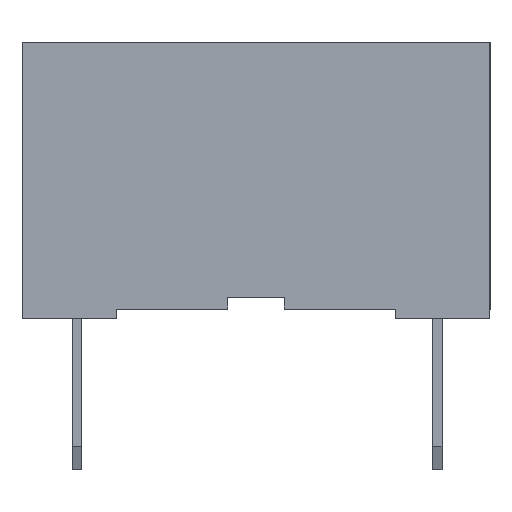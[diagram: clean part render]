
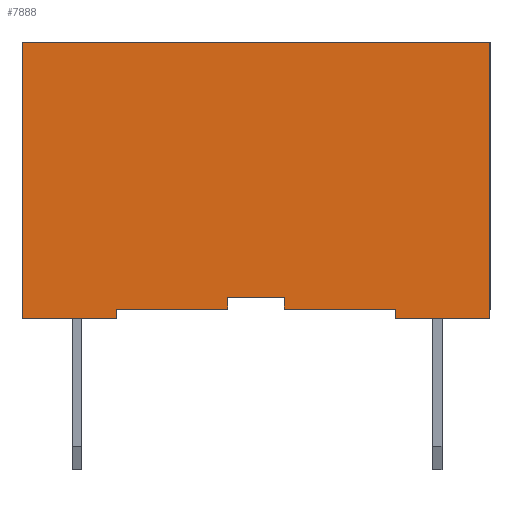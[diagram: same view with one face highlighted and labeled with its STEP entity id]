
A CAD part, left-side view. The second image highlights one B-rep face of the part: STEP entity #7888.
In plain terms, the highlighted planar face has unit normal (-1, 0, 0).
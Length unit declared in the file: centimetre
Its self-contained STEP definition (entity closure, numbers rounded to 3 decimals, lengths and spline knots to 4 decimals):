
#701=FACE_OUTER_BOUND('',#1141,.T.);
#1141=EDGE_LOOP('',(#7137,#7138,#7139,#7140,#7141,#7142,#7143,#7144,#7145,
#7146,#7147,#7148));
#1572=LINE('',#10918,#2526);
#1576=LINE('',#10926,#2530);
#1779=LINE('',#11658,#2733);
#1785=LINE('',#11670,#2739);
#1794=LINE('',#11687,#2748);
#1803=LINE('',#11703,#2757);
#1808=LINE('',#11712,#2762);
#1821=LINE('',#11736,#2775);
#1822=LINE('',#11739,#2776);
#1825=LINE('',#11746,#2779);
#1826=LINE('',#11749,#2780);
#2097=LINE('',#13252,#3051);
#2526=VECTOR('',#9048,1.);
#2530=VECTOR('',#9054,1.);
#2733=VECTOR('',#9411,1.);
#2739=VECTOR('',#9421,1.);
#2748=VECTOR('',#9436,1.);
#2757=VECTOR('',#9451,1.);
#2762=VECTOR('',#9458,1.);
#2775=VECTOR('',#9483,1.);
#2776=VECTOR('',#9486,1.);
#2779=VECTOR('',#9495,1.);
#2780=VECTOR('',#9500,1.);
#3051=VECTOR('',#10011,1.);
#3359=VERTEX_POINT('',#10915);
#3360=VERTEX_POINT('',#10917);
#3363=VERTEX_POINT('',#10925);
#3593=VERTEX_POINT('',#11654);
#3595=VERTEX_POINT('',#11657);
#3599=VERTEX_POINT('',#11669);
#3604=VERTEX_POINT('',#11685);
#3608=VERTEX_POINT('',#11702);
#3611=VERTEX_POINT('',#11710);
#3616=VERTEX_POINT('',#11734);
#3617=VERTEX_POINT('',#11738);
#3618=VERTEX_POINT('',#11744);
#4242=EDGE_CURVE('',#3359,#3360,#1572,.T.);
#4246=EDGE_CURVE('',#3360,#3363,#1576,.T.);
#4526=EDGE_CURVE('',#3593,#3595,#1779,.T.);
#4532=EDGE_CURVE('',#3599,#3595,#1785,.T.);
#4541=EDGE_CURVE('',#3593,#3604,#1794,.T.);
#4550=EDGE_CURVE('',#3608,#3599,#1803,.T.);
#4555=EDGE_CURVE('',#3604,#3611,#1808,.T.);
#4568=EDGE_CURVE('',#3611,#3616,#1821,.T.);
#4569=EDGE_CURVE('',#3617,#3608,#1822,.T.);
#4572=EDGE_CURVE('',#3618,#3616,#1825,.T.);
#4573=EDGE_CURVE('',#3617,#3359,#1826,.T.);
#4917=EDGE_CURVE('',#3363,#3618,#2097,.T.);
#7137=ORIENTED_EDGE('',*,*,#4541,.T.);
#7138=ORIENTED_EDGE('',*,*,#4555,.T.);
#7139=ORIENTED_EDGE('',*,*,#4568,.T.);
#7140=ORIENTED_EDGE('',*,*,#4572,.F.);
#7141=ORIENTED_EDGE('',*,*,#4917,.F.);
#7142=ORIENTED_EDGE('',*,*,#4246,.F.);
#7143=ORIENTED_EDGE('',*,*,#4242,.F.);
#7144=ORIENTED_EDGE('',*,*,#4573,.F.);
#7145=ORIENTED_EDGE('',*,*,#4569,.T.);
#7146=ORIENTED_EDGE('',*,*,#4550,.T.);
#7147=ORIENTED_EDGE('',*,*,#4532,.T.);
#7148=ORIENTED_EDGE('',*,*,#4526,.F.);
#7480=PLANE('',#8287);
#7888=ADVANCED_FACE('',(#701),#7480,.F.);
#8287=AXIS2_PLACEMENT_3D('',#13251,#10009,#10010);
#9048=DIRECTION('',(0.,0.,1.));
#9054=DIRECTION('',(0.,-1.,0.));
#9411=DIRECTION('',(0.,1.,0.));
#9421=DIRECTION('',(0.,0.,1.));
#9436=DIRECTION('',(0.,0.,-1.));
#9451=DIRECTION('',(0.,-1.,0.));
#9458=DIRECTION('',(0.,-1.,0.));
#9483=DIRECTION('',(0.,0.,-1.));
#9486=DIRECTION('',(0.,0.,1.));
#9495=DIRECTION('',(0.,1.,0.));
#9500=DIRECTION('',(0.,1.,0.));
#10009=DIRECTION('center_axis',(1.,0.,0.));
#10010=DIRECTION('ref_axis',(0.,0.,-1.));
#10011=DIRECTION('',(0.,0.,-1.));
#10915=CARTESIAN_POINT('',(-0.703,0.495,-0.2925));
#10917=CARTESIAN_POINT('',(-0.703,0.495,0.2925));
#10918=CARTESIAN_POINT('',(-0.703,0.495,0.2925));
#10925=CARTESIAN_POINT('',(-0.703,-0.495,0.2925));
#10926=CARTESIAN_POINT('',(-0.703,-0.495,0.2925));
#11654=CARTESIAN_POINT('',(-0.703,-0.06,-0.2475));
#11657=CARTESIAN_POINT('',(-0.703,0.06,-0.2475));
#11658=CARTESIAN_POINT('',(-0.703,-0.06,-0.2475));
#11669=CARTESIAN_POINT('',(-0.703,0.06,-0.2725));
#11670=CARTESIAN_POINT('',(-0.703,0.06,-0.1362));
#11685=CARTESIAN_POINT('',(-0.703,-0.06,-0.2725));
#11687=CARTESIAN_POINT('',(-0.703,-0.06,-0.1362));
#11702=CARTESIAN_POINT('',(-0.703,0.295,-0.2725));
#11703=CARTESIAN_POINT('',(-0.703,0.,-0.2725));
#11710=CARTESIAN_POINT('',(-0.703,-0.295,-0.2725));
#11712=CARTESIAN_POINT('',(-0.703,0.,-0.2725));
#11734=CARTESIAN_POINT('',(-0.703,-0.295,-0.2925));
#11736=CARTESIAN_POINT('',(-0.703,-0.295,-0.1463));
#11738=CARTESIAN_POINT('',(-0.703,0.295,-0.2925));
#11739=CARTESIAN_POINT('',(-0.703,0.295,-0.1463));
#11744=CARTESIAN_POINT('',(-0.703,-0.495,-0.2925));
#11746=CARTESIAN_POINT('',(-0.703,0.495,-0.2925));
#11749=CARTESIAN_POINT('',(-0.703,0.495,-0.2925));
#13251=CARTESIAN_POINT('Origin',(-0.703,0.,0.));
#13252=CARTESIAN_POINT('',(-0.703,-0.495,-0.2925));
